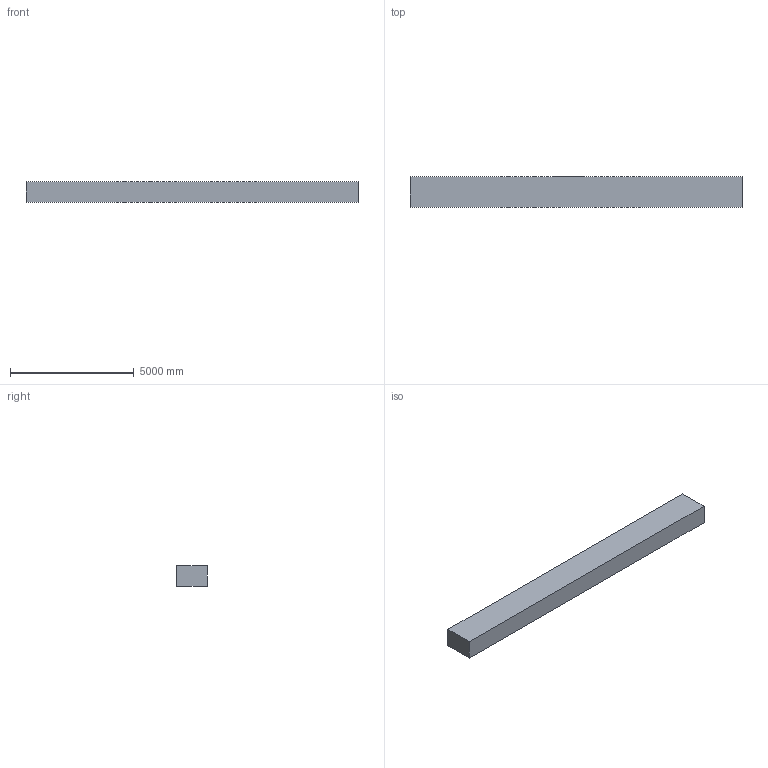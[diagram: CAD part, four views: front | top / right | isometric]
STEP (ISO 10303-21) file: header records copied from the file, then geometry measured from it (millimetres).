
FILE_DESCRIPTION((''),'2;1');
FILE_NAME('','2017-02-27T11:24:49',(''),(''),'','CADfix','');
FILE_SCHEMA(('CONFIG_CONTROL_DESIGN'));
Length unit declared in the file: metre
Bounding box: 13411.2 x 1219.2 x 812.8 mm (x, y, z)
Volume: 13210915505.6 mm3; surface area: 58711427.1 mm2
Topology: 1 solids, 1 shells, 10 faces, 21 edges, 14 vertices
Faces by surface type: plane 6, bspline 4
Entity records: 4706 total; most frequent: CARTESIAN_POINT 4419, ORIENTED_EDGE 42, DIRECTION 27, EDGE_CURVE 21, VECTOR 15, LINE 15, VERTEX_POINT 14, EDGE_LOOP 11
